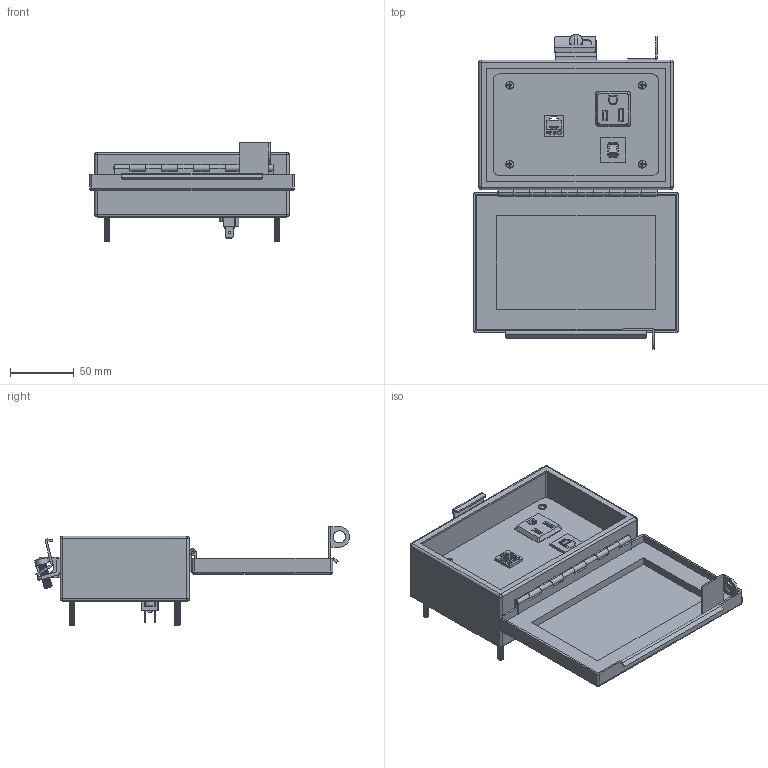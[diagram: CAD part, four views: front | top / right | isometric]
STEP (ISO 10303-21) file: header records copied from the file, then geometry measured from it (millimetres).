
FILE_DESCRIPTION (( 'STEP AP203' ), '1' );
FILE_NAME ('P-R2-M5R5_3D.STEP', '2022-06-16T15:57:30', ( '' ), ( '' ), 'SwSTEP 2.0', 'SolidWorks 2021', '' );
FILE_SCHEMA (( 'CONFIG_CONTROL_DESIGN' ));
Length unit declared in the file: millimetre
Products named in the file (14): P-R2-M5R5_BP180_1; Z-000-4243316TFP; Z-200-OTLT-R0SQ; P-R2-M5R5_3D; R; P-R2-M5R5_FP060_1; P-R2-M5R5_TP060_1; R2; Z-H-M5_B; Z-300-RJ45CAT5; -M5; CBX; 92005A124_METRIC PAN HEAD PHILLIPS MACHINE SCREW_92005A124; Z-CB-SM
Assembly tree (18 placements, depth 3):
  P-R2-M5R5_3D
    -M5
      Z-H-M5_B
    P-R2-M5R5_BP180_1
    P-R2-M5R5_FP060_1
    P-R2-M5R5_TP060_1
    Z-000-4243316TFP  x3
    R2
      Z-300-RJ45CAT5
    R
      Z-200-OTLT-R0SQ
    CBX
      Z-CB-SM
    92005A124_METRIC PAN HEAD PHILLIPS MACHINE SCREW_92005A124  x4
Bounding box: 160.82 x 247.16 x 77.34 mm (x, y, z)
Volume: 228471 mm3; surface area: 207476.8 mm2
Topology: 18 solids, 18 shells, 1900 faces, 5386 edges, 3569 vertices
Faces by surface type: cylinder 833, plane 756, bspline 200, cone 64, sphere 31, torus 16
Entity records: 94316 total; most frequent: CARTESIAN_POINT 62980, ORIENTED_EDGE 6910, DIRECTION 5081, EDGE_CURVE 3455, VERTEX_POINT 2294, VECTOR 2111, LINE 2111, AXIS2_PLACEMENT_3D 1485
